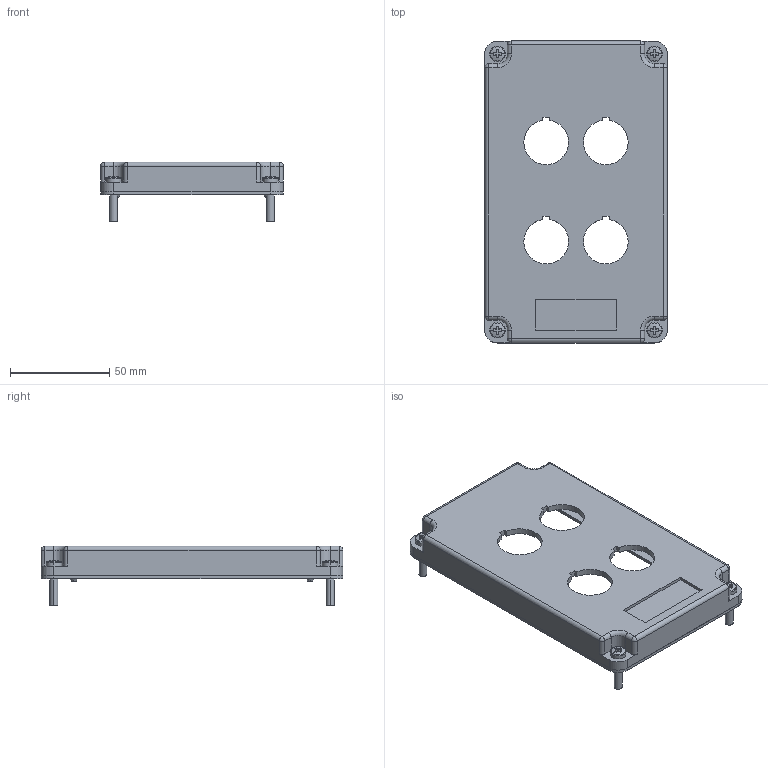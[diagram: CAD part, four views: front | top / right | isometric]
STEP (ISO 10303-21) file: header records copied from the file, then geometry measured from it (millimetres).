
FILE_DESCRIPTION(('Creo Elements/Direct Modeling STEP Export'),'2;1');
FILE_NAME('0ln7uvk43t86ovv1628','2016-07-26T16:27:07',(''),(''),'PTC Creo Elements/Direct Modeling STEP processor for AP214 (Solid Model)','PTC Creo Elements/Direct Modeling 19.0B 21-Mar-2015 (C) Parametric Technology GmbH','');
FILE_SCHEMA(('AUTOMOTIVE_DESIGN { 1 0 10303 214 1 1 1 1 }'));
Length unit declared in the file: millimetre
Products named in the file (2): A2T_0915.04
Assembly tree (1 placements, depth 2):
  A2T_0915.04
    A2T_0915.04
Bounding box: 92.02 x 152 x 30 mm (x, y, z)
Volume: 66363.7 mm3; surface area: 48073.7 mm2
Topology: 1 solids, 4 shells, 582 faces, 1551 edges, 1015 vertices
Faces by surface type: plane 438, cylinder 108, sphere 18, torus 14, cone 4
Entity records: 17289 total; most frequent: ORIENTED_EDGE 3086, CARTESIAN_POINT 2992, DIRECTION 2788, EDGE_CURVE 1543, VECTOR 1166, LINE 1166, VERTEX_POINT 1015, AXIS2_PLACEMENT_3D 811
